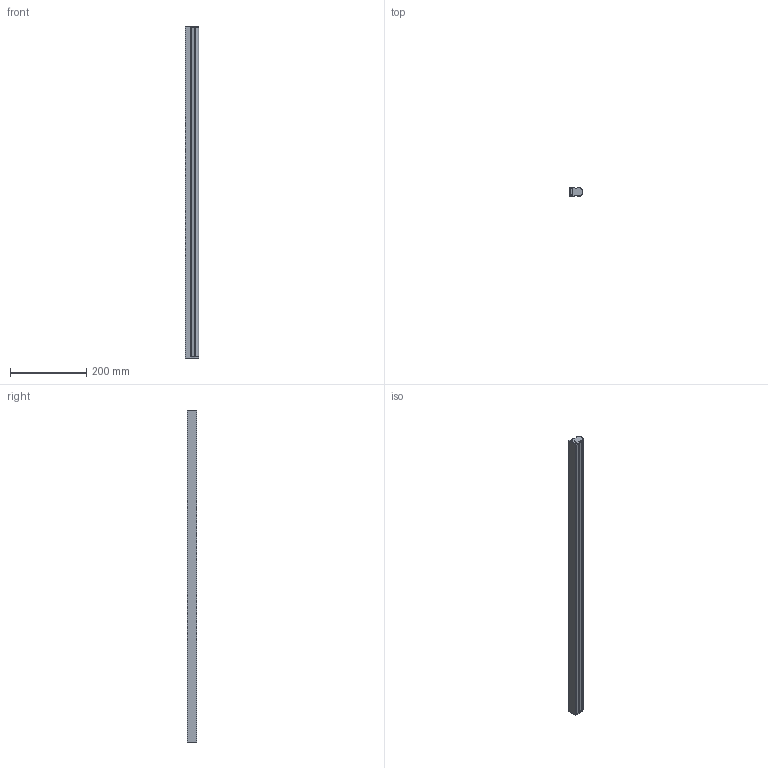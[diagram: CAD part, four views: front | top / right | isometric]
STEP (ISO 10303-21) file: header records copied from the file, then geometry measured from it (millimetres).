
FILE_DESCRIPTION (( 'STEP AP214' ), '1' );
FILE_NAME ('LN_COMP_HO_900.STEP', '2023-05-26T13:12:43', ( '' ), ( '' ), 'SwSTEP 2.0', 'SolidWorks 2020', '' );
FILE_SCHEMA (( 'AUTOMOTIVE_DESIGN' ));
Length unit declared in the file: millimetre
Products named in the file (1): LN_COMP_HO_900
Bounding box: 36 x 24 x 873 mm (x, y, z)
Volume: 101001.9 mm3; surface area: 190093.8 mm2
Topology: 2 solids, 2 shells, 64 faces, 158 edges, 104 vertices
Faces by surface type: plane 34, cylinder 24, bspline 6
Full cylindrical faces by diameter (mm): 1 x4
Entity records: 1981 total; most frequent: CARTESIAN_POINT 421, DIRECTION 310, ORIENTED_EDGE 308, EDGE_CURVE 154, AXIS2_PLACEMENT_3D 107, VERTEX_POINT 104, LINE 96, VECTOR 96
